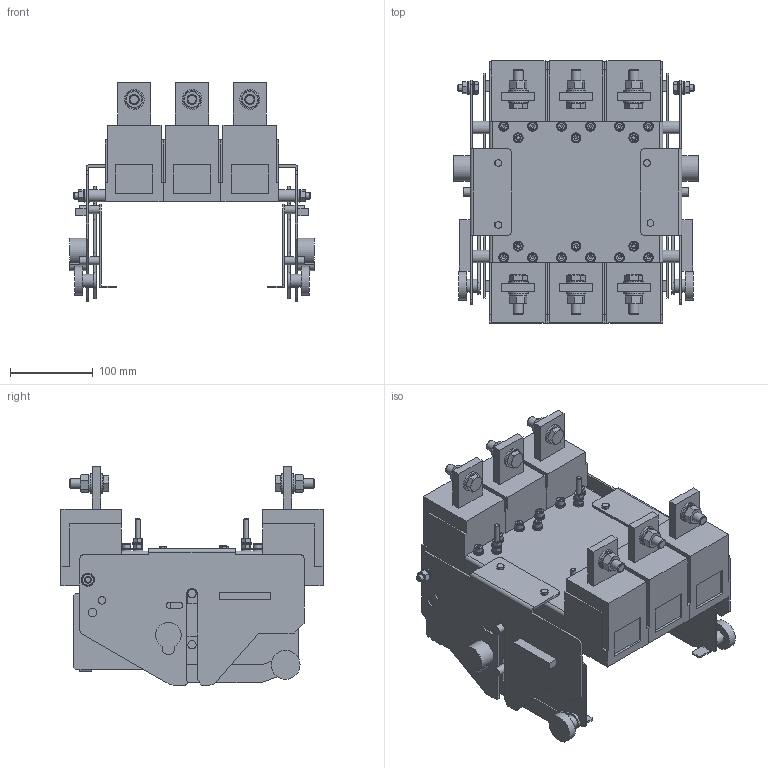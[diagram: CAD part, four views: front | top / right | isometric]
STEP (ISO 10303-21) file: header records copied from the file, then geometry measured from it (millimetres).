
FILE_DESCRIPTION (( 'STEP AP214' ), '1' );
FILE_NAME ('mccb-4-dod43R-700A Ïàíåëü âûêàòíàÿ AV POWER-4_3 çàäíåãî ïðèñîåä. DOD-4_3R 700A EKF Averes.STEP', '2023-12-21T13:22:35', ( '' ), ( '' ), 'SwSTEP 2.0', 'SolidWorks 2021', '' );
FILE_SCHEMA (( 'AUTOMOTIVE_DESIGN' ));
Length unit declared in the file: millimetre
Products named in the file (16): 妈眚 󊬱2 DIN 912_DIN 912 M6 x 12; mccb-4-dod43R-700A Ïàíåëü âûêàòíàÿ AV POWER-4_3 çàäíåãî ïðèñîåä. DOD-4_3R 700A EKF Averes; Ãàéêà DIN 934_ƒ ©ª  Œ12 DIN 934; ﾘ琺矜 DIN 125 ﾀ_丐ｩ｡ 8 DIN 125 ; ﾘ琺矜 DIN 128_丐ｩ｡ 12 DIN 128; mccb-4-dod43R-700A.001 眈翴錪_00; ���� �5 DIN 933_���� �5x12 DIN 933; ���� �8 DIN 933_���� �8x20 DIN 933; Ãàéêà DIN 934_ƒ ©ª  Œ6 DIN 934; ﾘ琺矜 DIN 128_丐ｩ｡ 6 DIN 128; Ãàéêà DIN 934_ƒ ©ª  Œ8 DIN 934; ﾘ琺矜 DIN 128_丐ｩ｡ 8 DIN 128; ﾘ琺矜 DIN 125 ﾀ_丐ｩ｡ 6 DIN 125 ; ���� �12 DIN 933_���� �12x40 DIN 933; ﾘ琺矜 DIN 125 ﾀ_丐ｩ｡ 12 DIN 125 ; ���� �6 DIN 933_���� �6x50 DIN 933
Assembly tree (135 placements, depth 2):
  mccb-4-dod43R-700A Ïàíåëü âûêàòíàÿ AV POWER-4_3 çàäíåãî ïðèñîåä. DOD-4_3R 700A EKF Averes
    mccb-4-dod43R-700A.001 眈翴錪_00
    Ãàéêà DIN 934_ƒ ©ª  Œ12 DIN 934  x6
    ﾘ琺矜 DIN 125 ﾀ_丐ｩ｡ 12 DIN 125   x12
    ﾘ琺矜 DIN 128_丐ｩ｡ 12 DIN 128  x6
    ���� �12 DIN 933_���� �12x40 DIN 933  x6
    Ãàéêà DIN 934_ƒ ©ª  Œ8 DIN 934  x2
    ﾘ琺矜 DIN 125 ﾀ_丐ｩ｡ 8 DIN 125   x4
    ﾘ琺矜 DIN 128_丐ｩ｡ 8 DIN 128  x2
    ﾘ琺矜 DIN 125 ﾀ_丐ｩ｡ 6 DIN 125   x26
    ﾘ琺矜 DIN 128_丐ｩ｡ 6 DIN 128  x30
    妈眚 󊬱2 DIN 912_DIN 912 M6 x 12  x18
    ���� �6 DIN 933_���� �6x50 DIN 933  x4
    Ãàéêà DIN 934_ƒ ©ª  Œ6 DIN 934  x12
    ���� �5 DIN 933_���� �5x12 DIN 933  x4
    ���� �8 DIN 933_���� �8x20 DIN 933  x2
Bounding box: 296 x 317 x 264 mm (x, y, z)
Volume: 3663081.4 mm3; surface area: 818114.9 mm2
Topology: 167 solids, 167 shells, 2268 faces, 4942 edges, 3062 vertices
Faces by surface type: plane 1384, cone 428, cylinder 328, torus 128
Full cylindrical faces by diameter (mm): 5 x16, 6 x22, 6.4 x26, 6.75 x2, 8 x10, 8.4 x4, 9 x4, 10 x26, 10.25 x6, 10.5 x2, 12 x32, 13 x20, 15 x4, 16 x6, 19 x6, 24 x12, 35 x2
Entity records: 26787 total; most frequent: CARTESIAN_POINT 4572, DIRECTION 3800, ORIENTED_EDGE 3538, EDGE_CURVE 1769, LINE 1318, VECTOR 1318, AXIS2_PLACEMENT_3D 1241, VERTEX_POINT 1169
